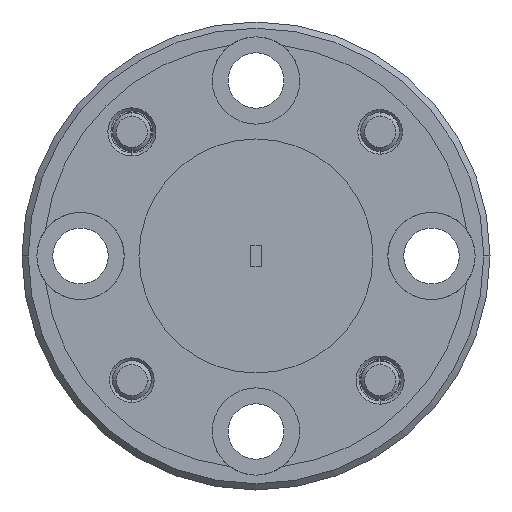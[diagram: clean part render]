
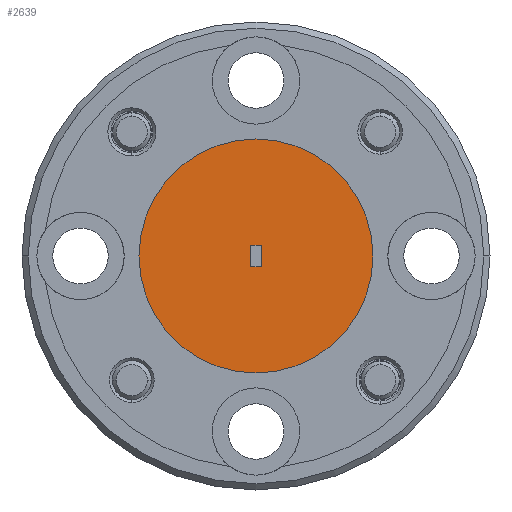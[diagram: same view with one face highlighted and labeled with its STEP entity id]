
A CAD part, left-side view. The second image highlights one B-rep face of the part: STEP entity #2639.
In plain terms, the highlighted planar face has unit normal (-1, 0, 0).
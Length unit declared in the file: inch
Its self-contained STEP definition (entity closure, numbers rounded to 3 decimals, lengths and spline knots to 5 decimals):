
#27 = ORIENTED_EDGE ( 'NONE', *, *, #2696, .T. ) ;
#199 = FACE_OUTER_BOUND ( 'NONE', #1764, .T. ) ;
#315 = VERTEX_POINT ( 'NONE', #2178 ) ;
#447 = CARTESIAN_POINT ( 'NONE',  ( -0.63379, 0.90862, -0.55792 ) ) ;
#538 = CARTESIAN_POINT ( 'NONE',  ( -0.63379, 0.90012, -0.54092 ) ) ;
#601 = AXIS2_PLACEMENT_3D ( 'NONE', #4057, #3336, #1487 ) ;
#735 = AXIS2_PLACEMENT_3D ( 'NONE', #538, #1295, #1345 ) ;
#791 = DIRECTION ( 'NONE',  ( 0., 1., 0. ) ) ;
#929 = ORIENTED_EDGE ( 'NONE', *, *, #1152, .T. ) ;
#1049 = LINE ( 'NONE', #4749, #4016 ) ;
#1152 = EDGE_CURVE ( 'NONE', #4542, #3069, #2184, .T. ) ;
#1160 = CARTESIAN_POINT ( 'NONE',  ( -0.63379, 0.89162, -0.55792 ) ) ;
#1221 = ORIENTED_EDGE ( 'NONE', *, *, #3804, .T. ) ;
#1295 = DIRECTION ( 'NONE',  ( 1., 0., 0. ) ) ;
#1299 = CIRCLE ( 'NONE', #601, 0.1875 ) ;
#1345 = DIRECTION ( 'NONE',  ( 0., 1., 0. ) ) ;
#1453 = CARTESIAN_POINT ( 'NONE',  ( -0.63379, 0.89162, -0.55792 ) ) ;
#1485 = VERTEX_POINT ( 'NONE', #4596 ) ;
#1487 = DIRECTION ( 'NONE',  ( 0., 1., 0. ) ) ;
#1695 = PLANE ( 'NONE',  #4718 ) ;
#1764 = EDGE_LOOP ( 'NONE', ( #3870, #4525 ) ) ;
#1835 = DIRECTION ( 'NONE',  ( 0., -1., 0. ) ) ;
#1861 = VECTOR ( 'NONE', #791, 39.37008 ) ;
#1912 = EDGE_LOOP ( 'NONE', ( #929, #2187, #1221, #27 ) ) ;
#2034 = CARTESIAN_POINT ( 'NONE',  ( -0.63379, 0.90862, -0.52392 ) ) ;
#2131 = VERTEX_POINT ( 'NONE', #447 ) ;
#2178 = CARTESIAN_POINT ( 'NONE',  ( -0.63379, 1.08762, -0.54092 ) ) ;
#2184 = LINE ( 'NONE', #3665, #3295 ) ;
#2187 = ORIENTED_EDGE ( 'NONE', *, *, #3684, .T. ) ;
#2379 = CIRCLE ( 'NONE', #735, 0.1875 ) ;
#2589 = EDGE_CURVE ( 'NONE', #315, #2938, #2379, .T. ) ;
#2639 = ADVANCED_FACE ( 'NONE', ( #3549, #199 ), #1695, .T. ) ;
#2696 = EDGE_CURVE ( 'NONE', #2131, #4542, #1049, .T. ) ;
#2807 = CARTESIAN_POINT ( 'NONE',  ( -0.63379, 0.71262, -0.54092 ) ) ;
#2938 = VERTEX_POINT ( 'NONE', #2807 ) ;
#2945 = VECTOR ( 'NONE', #2952, 39.37008 ) ;
#2952 = DIRECTION ( 'NONE',  ( 0., 0., -1. ) ) ;
#3069 = VERTEX_POINT ( 'NONE', #3635 ) ;
#3192 = DIRECTION ( 'NONE',  ( -1., 0., 0. ) ) ;
#3295 = VECTOR ( 'NONE', #1835, 39.37008 ) ;
#3322 = LINE ( 'NONE', #1453, #2945 ) ;
#3336 = DIRECTION ( 'NONE',  ( 1., 0., 0. ) ) ;
#3390 = LINE ( 'NONE', #1160, #1861 ) ;
#3549 = FACE_BOUND ( 'NONE', #1912, .T. ) ;
#3635 = CARTESIAN_POINT ( 'NONE',  ( -0.63379, 0.89162, -0.52392 ) ) ;
#3646 = DIRECTION ( 'NONE',  ( 0., 0., 1. ) ) ;
#3665 = CARTESIAN_POINT ( 'NONE',  ( -0.63379, 0.89162, -0.52392 ) ) ;
#3684 = EDGE_CURVE ( 'NONE', #3069, #1485, #3322, .T. ) ;
#3804 = EDGE_CURVE ( 'NONE', #1485, #2131, #3390, .T. ) ;
#3870 = ORIENTED_EDGE ( 'NONE', *, *, #2589, .F. ) ;
#4016 = VECTOR ( 'NONE', #3646, 39.37008 ) ;
#4057 = CARTESIAN_POINT ( 'NONE',  ( -0.63379, 0.90012, -0.54092 ) ) ;
#4525 = ORIENTED_EDGE ( 'NONE', *, *, #4769, .F. ) ;
#4542 = VERTEX_POINT ( 'NONE', #2034 ) ;
#4596 = CARTESIAN_POINT ( 'NONE',  ( -0.63379, 0.89162, -0.55792 ) ) ;
#4668 = DIRECTION ( 'NONE',  ( 0., -1., 0. ) ) ;
#4717 = CARTESIAN_POINT ( 'NONE',  ( -0.63379, 0.90012, -0.54092 ) ) ;
#4718 = AXIS2_PLACEMENT_3D ( 'NONE', #4717, #3192, #4668 ) ;
#4749 = CARTESIAN_POINT ( 'NONE',  ( -0.63379, 0.90862, -0.55792 ) ) ;
#4769 = EDGE_CURVE ( 'NONE', #2938, #315, #1299, .T. ) ;
